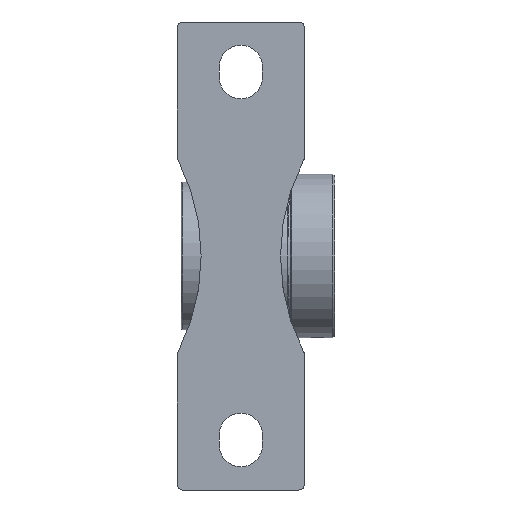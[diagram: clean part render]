
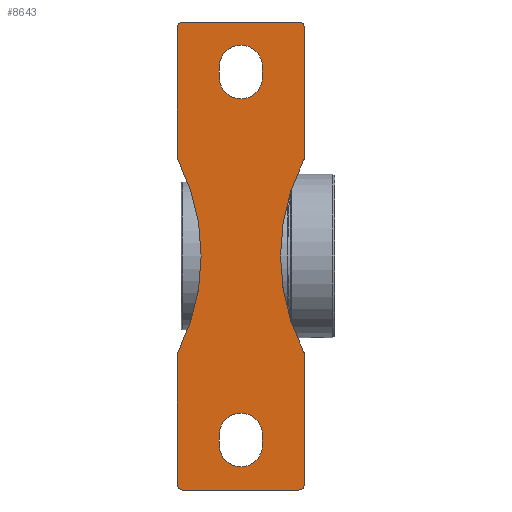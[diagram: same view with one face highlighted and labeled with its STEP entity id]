
A CAD part, front view. The second image highlights one B-rep face of the part: STEP entity #8643.
In plain terms, the highlighted face is planar.
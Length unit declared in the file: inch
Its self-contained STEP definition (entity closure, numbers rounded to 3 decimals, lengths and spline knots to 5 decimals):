
#8088=CARTESIAN_POINT('',(-1.16142,-1.80577,0.));
#8089=VERTEX_POINT('',#8088);
#8096=CARTESIAN_POINT('',(-1.16142,-4.1815,0.));
#8097=VERTEX_POINT('',#8096);
#8098=CARTESIAN_POINT('',(-1.16142,-4.24213,0.));
#8099=DIRECTION('',(0.,1.,0.));
#8100=VECTOR('',#8099,0.93532);
#8101=LINE('',#8098,#8100);
#8102=EDGE_CURVE('',#8097,#8089,#8101,.T.);
#8241=CARTESIAN_POINT('',(1.06142,4.2815,0.));
#8242=VERTEX_POINT('',#8241);
#8249=CARTESIAN_POINT('',(-1.06142,4.2815,0.));
#8250=VERTEX_POINT('',#8249);
#8251=CARTESIAN_POINT('',(-0.41788,4.2815,0.));
#8252=DIRECTION('',(1.,0.,-0.));
#8253=VECTOR('',#8252,0.83576);
#8254=LINE('',#8251,#8253);
#8255=EDGE_CURVE('',#8250,#8242,#8254,.T.);
#8272=CARTESIAN_POINT('',(1.16142,4.1815,0.));
#8273=VERTEX_POINT('',#8272);
#8280=CARTESIAN_POINT('',(1.06142,4.1815,0.));
#8281=DIRECTION('',(0.,-0.,1.));
#8282=DIRECTION('',(0.707,0.707,0.));
#8283=AXIS2_PLACEMENT_3D('',#8280,#8281,#8282);
#8284=CIRCLE('',#8283,0.1);
#8285=EDGE_CURVE('',#8273,#8242,#8284,.T.);
#8300=CARTESIAN_POINT('',(1.16142,1.80577,0.));
#8301=VERTEX_POINT('',#8300);
#8308=CARTESIAN_POINT('',(1.16142,4.24213,0.));
#8309=DIRECTION('',(0.,-1.,0.));
#8310=VECTOR('',#8309,0.93532);
#8311=LINE('',#8308,#8310);
#8312=EDGE_CURVE('',#8273,#8301,#8311,.T.);
#8425=CARTESIAN_POINT('',(1.06142,-4.2815,0.));
#8426=VERTEX_POINT('',#8425);
#8433=CARTESIAN_POINT('',(1.16142,-4.1815,0.));
#8434=VERTEX_POINT('',#8433);
#8435=CARTESIAN_POINT('',(1.06142,-4.1815,0.));
#8436=DIRECTION('',(0.,0.,1.));
#8437=DIRECTION('',(0.707,-0.707,0.));
#8438=AXIS2_PLACEMENT_3D('',#8435,#8436,#8437);
#8439=CIRCLE('',#8438,0.1);
#8440=EDGE_CURVE('',#8426,#8434,#8439,.T.);
#8451=CARTESIAN_POINT('',(0.51992,-2.22378,0.));
#8452=DIRECTION('',(0.,0.,1.));
#8453=DIRECTION('',(1.,0.,0.));
#8454=AXIS2_PLACEMENT_3D('',#8451,#8452,#8453);
#8455=PLANE('',#8454);
#8456=ORIENTED_EDGE('',*,*,#8285,.F.);
#8457=ORIENTED_EDGE('',*,*,#8312,.T.);
#8458=CARTESIAN_POINT('',(1.15043,1.7602,0.));
#8459=VERTEX_POINT('',#8458);
#8460=CARTESIAN_POINT('',(1.06142,1.80577,0.));
#8461=DIRECTION('',(0.,0.,1.));
#8462=DIRECTION('',(0.972,-0.234,0.));
#8463=AXIS2_PLACEMENT_3D('',#8460,#8461,#8462);
#8464=CIRCLE('',#8463,0.1);
#8465=EDGE_CURVE('',#8459,#8301,#8464,.T.);
#8466=ORIENTED_EDGE('',*,*,#8465,.F.);
#8467=CARTESIAN_POINT('',(0.726,0.,0.));
#8468=VERTEX_POINT('',#8467);
#8469=CARTESIAN_POINT('',(4.58818,0.,0.));
#8470=DIRECTION('',(0.,0.,1.));
#8471=DIRECTION('',(1.,0.,-0.));
#8472=AXIS2_PLACEMENT_3D('',#8469,#8470,#8471);
#8473=CIRCLE('',#8472,3.86218);
#8474=EDGE_CURVE('',#8459,#8468,#8473,.T.);
#8475=ORIENTED_EDGE('',*,*,#8474,.T.);
#8476=CARTESIAN_POINT('',(1.15043,-1.7602,0.));
#8477=VERTEX_POINT('',#8476);
#8478=CARTESIAN_POINT('',(4.58818,0.,0.));
#8479=DIRECTION('',(0.,0.,1.));
#8480=DIRECTION('',(1.,0.,-0.));
#8481=AXIS2_PLACEMENT_3D('',#8478,#8479,#8480);
#8482=CIRCLE('',#8481,3.86218);
#8483=EDGE_CURVE('',#8468,#8477,#8482,.T.);
#8484=ORIENTED_EDGE('',*,*,#8483,.T.);
#8485=CARTESIAN_POINT('',(1.16142,-1.80577,0.));
#8486=VERTEX_POINT('',#8485);
#8487=CARTESIAN_POINT('',(1.06142,-1.80577,0.));
#8488=DIRECTION('',(0.,-0.,1.));
#8489=DIRECTION('',(0.972,0.234,0.));
#8490=AXIS2_PLACEMENT_3D('',#8487,#8488,#8489);
#8491=CIRCLE('',#8490,0.1);
#8492=EDGE_CURVE('',#8486,#8477,#8491,.T.);
#8493=ORIENTED_EDGE('',*,*,#8492,.F.);
#8494=CARTESIAN_POINT('',(1.16142,-4.24213,0.));
#8495=DIRECTION('',(0.,1.,0.));
#8496=VECTOR('',#8495,0.93532);
#8497=LINE('',#8494,#8496);
#8498=EDGE_CURVE('',#8434,#8486,#8497,.T.);
#8499=ORIENTED_EDGE('',*,*,#8498,.F.);
#8500=ORIENTED_EDGE('',*,*,#8440,.F.);
#8501=CARTESIAN_POINT('',(-1.06142,-4.2815,0.));
#8502=VERTEX_POINT('',#8501);
#8503=CARTESIAN_POINT('',(-0.41788,-4.2815,0.));
#8504=DIRECTION('',(1.,0.,-0.));
#8505=VECTOR('',#8504,0.83576);
#8506=LINE('',#8503,#8505);
#8507=EDGE_CURVE('',#8502,#8426,#8506,.T.);
#8508=ORIENTED_EDGE('',*,*,#8507,.F.);
#8509=CARTESIAN_POINT('',(-1.06142,-4.1815,0.));
#8510=DIRECTION('',(0.,0.,1.));
#8511=DIRECTION('',(-0.707,-0.707,0.));
#8512=AXIS2_PLACEMENT_3D('',#8509,#8510,#8511);
#8513=CIRCLE('',#8512,0.1);
#8514=EDGE_CURVE('',#8097,#8502,#8513,.T.);
#8515=ORIENTED_EDGE('',*,*,#8514,.F.);
#8516=ORIENTED_EDGE('',*,*,#8102,.T.);
#8517=CARTESIAN_POINT('',(-1.15043,-1.7602,0.));
#8518=VERTEX_POINT('',#8517);
#8519=CARTESIAN_POINT('',(-1.06142,-1.80577,0.));
#8520=DIRECTION('',(0.,0.,1.));
#8521=DIRECTION('',(-0.972,0.234,0.));
#8522=AXIS2_PLACEMENT_3D('',#8519,#8520,#8521);
#8523=CIRCLE('',#8522,0.1);
#8524=EDGE_CURVE('',#8518,#8089,#8523,.T.);
#8525=ORIENTED_EDGE('',*,*,#8524,.F.);
#8526=CARTESIAN_POINT('',(-0.726,-0.,0.));
#8527=VERTEX_POINT('',#8526);
#8528=CARTESIAN_POINT('',(-4.58818,0.,0.));
#8529=DIRECTION('',(0.,0.,-1.));
#8530=DIRECTION('',(-1.,0.,0.));
#8531=AXIS2_PLACEMENT_3D('',#8528,#8529,#8530);
#8532=CIRCLE('',#8531,3.86218);
#8533=EDGE_CURVE('',#8527,#8518,#8532,.T.);
#8534=ORIENTED_EDGE('',*,*,#8533,.F.);
#8535=CARTESIAN_POINT('',(-1.15043,1.7602,0.));
#8536=VERTEX_POINT('',#8535);
#8537=CARTESIAN_POINT('',(-4.58818,0.,0.));
#8538=DIRECTION('',(0.,0.,-1.));
#8539=DIRECTION('',(-1.,0.,0.));
#8540=AXIS2_PLACEMENT_3D('',#8537,#8538,#8539);
#8541=CIRCLE('',#8540,3.86218);
#8542=EDGE_CURVE('',#8536,#8527,#8541,.T.);
#8543=ORIENTED_EDGE('',*,*,#8542,.F.);
#8544=CARTESIAN_POINT('',(-1.16142,1.80577,0.));
#8545=VERTEX_POINT('',#8544);
#8546=CARTESIAN_POINT('',(-1.06142,1.80577,0.));
#8547=DIRECTION('',(0.,0.,1.));
#8548=DIRECTION('',(-0.972,-0.234,0.));
#8549=AXIS2_PLACEMENT_3D('',#8546,#8547,#8548);
#8550=CIRCLE('',#8549,0.1);
#8551=EDGE_CURVE('',#8545,#8536,#8550,.T.);
#8552=ORIENTED_EDGE('',*,*,#8551,.F.);
#8553=CARTESIAN_POINT('',(-1.16142,4.1815,0.));
#8554=VERTEX_POINT('',#8553);
#8555=CARTESIAN_POINT('',(-1.16142,4.24213,0.));
#8556=DIRECTION('',(0.,-1.,0.));
#8557=VECTOR('',#8556,0.93532);
#8558=LINE('',#8555,#8557);
#8559=EDGE_CURVE('',#8554,#8545,#8558,.T.);
#8560=ORIENTED_EDGE('',*,*,#8559,.F.);
#8561=CARTESIAN_POINT('',(-1.06142,4.1815,0.));
#8562=DIRECTION('',(0.,0.,1.));
#8563=DIRECTION('',(-0.707,0.707,0.));
#8564=AXIS2_PLACEMENT_3D('',#8561,#8562,#8563);
#8565=CIRCLE('',#8564,0.1);
#8566=EDGE_CURVE('',#8250,#8554,#8565,.T.);
#8567=ORIENTED_EDGE('',*,*,#8566,.F.);
#8568=ORIENTED_EDGE('',*,*,#8255,.T.);
#8569=EDGE_LOOP('',(#8456,#8457,#8466,#8475,#8484,#8493,#8499,#8500,#8508,#8515,#8516,#8525,#8534,#8543,#8552,#8560,#8567,#8568));
#8570=FACE_BOUND('',#8569,.T.);
#8571=CARTESIAN_POINT('',(0.3937,3.46457,0.));
#8572=VERTEX_POINT('',#8571);
#8573=CARTESIAN_POINT('',(-0.3937,3.46457,0.));
#8574=VERTEX_POINT('',#8573);
#8575=CARTESIAN_POINT('',(0.,3.46457,0.));
#8576=DIRECTION('',(0.,0.,1.));
#8577=DIRECTION('',(-1.,0.,0.));
#8578=AXIS2_PLACEMENT_3D('',#8575,#8576,#8577);
#8579=CIRCLE('',#8578,0.3937);
#8580=EDGE_CURVE('',#8572,#8574,#8579,.T.);
#8581=ORIENTED_EDGE('',*,*,#8580,.T.);
#8582=CARTESIAN_POINT('',(-0.3937,3.26772,0.));
#8583=VERTEX_POINT('',#8582);
#8584=CARTESIAN_POINT('',(-0.3937,1.71031,0.));
#8585=DIRECTION('',(0.,-1.,0.));
#8586=VECTOR('',#8585,0.0775);
#8587=LINE('',#8584,#8586);
#8588=EDGE_CURVE('',#8574,#8583,#8587,.T.);
#8589=ORIENTED_EDGE('',*,*,#8588,.T.);
#8590=CARTESIAN_POINT('',(0.3937,3.26772,0.));
#8591=VERTEX_POINT('',#8590);
#8592=CARTESIAN_POINT('',(0.,3.26772,0.));
#8593=DIRECTION('',(0.,0.,1.));
#8594=DIRECTION('',(-1.,0.,0.));
#8595=AXIS2_PLACEMENT_3D('',#8592,#8593,#8594);
#8596=CIRCLE('',#8595,0.3937);
#8597=EDGE_CURVE('',#8583,#8591,#8596,.T.);
#8598=ORIENTED_EDGE('',*,*,#8597,.T.);
#8599=CARTESIAN_POINT('',(0.3937,1.63281,0.));
#8600=DIRECTION('',(0.,1.,0.));
#8601=VECTOR('',#8600,0.0775);
#8602=LINE('',#8599,#8601);
#8603=EDGE_CURVE('',#8591,#8572,#8602,.T.);
#8604=ORIENTED_EDGE('',*,*,#8603,.T.);
#8605=EDGE_LOOP('',(#8581,#8589,#8598,#8604));
#8606=FACE_BOUND('',#8605,.T.);
#8607=CARTESIAN_POINT('',(0.3937,-3.26772,0.));
#8608=VERTEX_POINT('',#8607);
#8609=CARTESIAN_POINT('',(-0.3937,-3.26772,0.));
#8610=VERTEX_POINT('',#8609);
#8611=CARTESIAN_POINT('',(-0.,-3.26772,0.));
#8612=DIRECTION('',(0.,0.,1.));
#8613=DIRECTION('',(1.,0.,-0.));
#8614=AXIS2_PLACEMENT_3D('',#8611,#8612,#8613);
#8615=CIRCLE('',#8614,0.3937);
#8616=EDGE_CURVE('',#8608,#8610,#8615,.T.);
#8617=ORIENTED_EDGE('',*,*,#8616,.T.);
#8618=CARTESIAN_POINT('',(-0.3937,-3.46457,0.));
#8619=VERTEX_POINT('',#8618);
#8620=CARTESIAN_POINT('',(-0.3937,-2.98109,0.));
#8621=DIRECTION('',(0.,-1.,0.));
#8622=VECTOR('',#8621,0.0775);
#8623=LINE('',#8620,#8622);
#8624=EDGE_CURVE('',#8610,#8619,#8623,.T.);
#8625=ORIENTED_EDGE('',*,*,#8624,.T.);
#8626=CARTESIAN_POINT('',(0.3937,-3.46457,0.));
#8627=VERTEX_POINT('',#8626);
#8628=CARTESIAN_POINT('',(0.,-3.46457,0.));
#8629=DIRECTION('',(0.,0.,1.));
#8630=DIRECTION('',(-1.,0.,0.));
#8631=AXIS2_PLACEMENT_3D('',#8628,#8629,#8630);
#8632=CIRCLE('',#8631,0.3937);
#8633=EDGE_CURVE('',#8619,#8627,#8632,.T.);
#8634=ORIENTED_EDGE('',*,*,#8633,.T.);
#8635=CARTESIAN_POINT('',(0.3937,-3.05859,0.));
#8636=DIRECTION('',(0.,1.,0.));
#8637=VECTOR('',#8636,0.0775);
#8638=LINE('',#8635,#8637);
#8639=EDGE_CURVE('',#8627,#8608,#8638,.T.);
#8640=ORIENTED_EDGE('',*,*,#8639,.T.);
#8641=EDGE_LOOP('',(#8617,#8625,#8634,#8640));
#8642=FACE_BOUND('',#8641,.T.);
#8643=ADVANCED_FACE('',(#8570,#8606,#8642),#8455,.F.);
